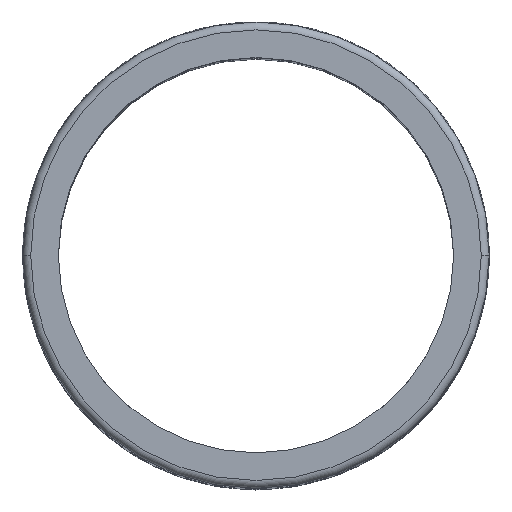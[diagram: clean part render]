
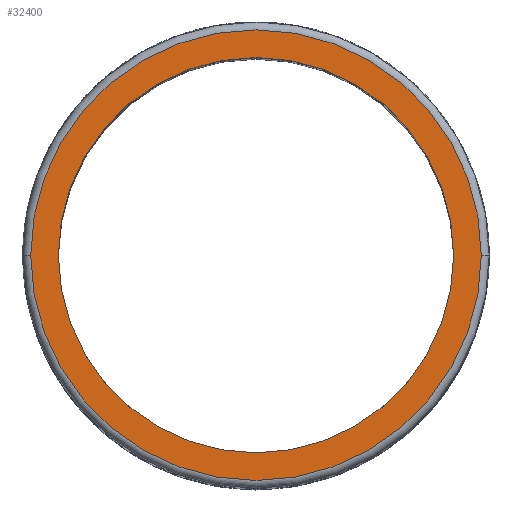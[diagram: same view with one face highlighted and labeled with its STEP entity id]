
A CAD part, top view. The second image highlights one B-rep face of the part: STEP entity #32400.
In plain terms, the highlighted planar face has unit normal (0, 0, 1).
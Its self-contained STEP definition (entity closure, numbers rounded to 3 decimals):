
#478 = VERTEX_POINT ( 'NONE', #6935 ) ;
#1528 = AXIS2_PLACEMENT_3D ( 'NONE', #2287, #50815, #29079 ) ;
#2287 = CARTESIAN_POINT ( 'NONE',  ( 0., 0., 0. ) ) ;
#4870 = CARTESIAN_POINT ( 'NONE',  ( 0., 0., 0. ) ) ;
#5447 = VERTEX_POINT ( 'NONE', #41205 ) ;
#6935 = CARTESIAN_POINT ( 'NONE',  ( 25., 0., 0. ) ) ;
#11016 = ORIENTED_EDGE ( 'NONE', *, *, #26698, .F. ) ;
#11891 = FACE_OUTER_BOUND ( 'NONE', #26897, .T. ) ;
#12944 = CARTESIAN_POINT ( 'NONE',  ( 28.5, 0., 0. ) ) ;
#13444 = DIRECTION ( 'NONE',  ( 1., 0., 0. ) ) ;
#14242 = CIRCLE ( 'NONE', #15293, 28.5 ) ;
#14264 = DIRECTION ( 'NONE',  ( 0., 0., 1. ) ) ;
#14304 = VERTEX_POINT ( 'NONE', #12944 ) ;
#15293 = AXIS2_PLACEMENT_3D ( 'NONE', #33370, #24077, #54904 ) ;
#17144 = ORIENTED_EDGE ( 'NONE', *, *, #25391, .T. ) ;
#17993 = FACE_BOUND ( 'NONE', #47892, .T. ) ;
#21947 = AXIS2_PLACEMENT_3D ( 'NONE', #56537, #25679, #29861 ) ;
#23144 = AXIS2_PLACEMENT_3D ( 'NONE', #4870, #52087, #13444 ) ;
#24077 = DIRECTION ( 'NONE',  ( 0., 0., 1. ) ) ;
#25391 = EDGE_CURVE ( 'NONE', #14304, #5447, #34451, .T. ) ;
#25679 = DIRECTION ( 'NONE',  ( 0., 0., 1. ) ) ;
#26698 = EDGE_CURVE ( 'NONE', #46415, #478, #32432, .T. ) ;
#26897 = EDGE_LOOP ( 'NONE', ( #17144, #30322 ) ) ;
#29079 = DIRECTION ( 'NONE',  ( 1., 0., 0. ) ) ;
#29861 = DIRECTION ( 'NONE',  ( 1., 0., 0. ) ) ;
#30322 = ORIENTED_EDGE ( 'NONE', *, *, #41709, .T. ) ;
#32400 = ADVANCED_FACE ( 'NONE', ( #11891, #17993 ), #43708, .T. ) ;
#32432 = CIRCLE ( 'NONE', #1528, 25. ) ;
#33370 = CARTESIAN_POINT ( 'NONE',  ( 0., 0., 0. ) ) ;
#34451 = CIRCLE ( 'NONE', #21947, 28.5 ) ;
#36142 = DIRECTION ( 'NONE',  ( 1., 0., 0. ) ) ;
#40727 = CARTESIAN_POINT ( 'NONE',  ( 0., 0., 0. ) ) ;
#41205 = CARTESIAN_POINT ( 'NONE',  ( -28.5, 0., 0. ) ) ;
#41709 = EDGE_CURVE ( 'NONE', #5447, #14304, #14242, .T. ) ;
#43708 = PLANE ( 'NONE',  #23144 ) ;
#44094 = CARTESIAN_POINT ( 'NONE',  ( -25., 0., 0. ) ) ;
#44132 = AXIS2_PLACEMENT_3D ( 'NONE', #40727, #14264, #36142 ) ;
#45480 = EDGE_CURVE ( 'NONE', #478, #46415, #55849, .T. ) ;
#46172 = ORIENTED_EDGE ( 'NONE', *, *, #45480, .F. ) ;
#46415 = VERTEX_POINT ( 'NONE', #44094 ) ;
#47892 = EDGE_LOOP ( 'NONE', ( #46172, #11016 ) ) ;
#50815 = DIRECTION ( 'NONE',  ( 0., 0., 1. ) ) ;
#52087 = DIRECTION ( 'NONE',  ( 0., 0., 1. ) ) ;
#54904 = DIRECTION ( 'NONE',  ( 1., 0., 0. ) ) ;
#55849 = CIRCLE ( 'NONE', #44132, 25. ) ;
#56537 = CARTESIAN_POINT ( 'NONE',  ( 0., 0., 0. ) ) ;
